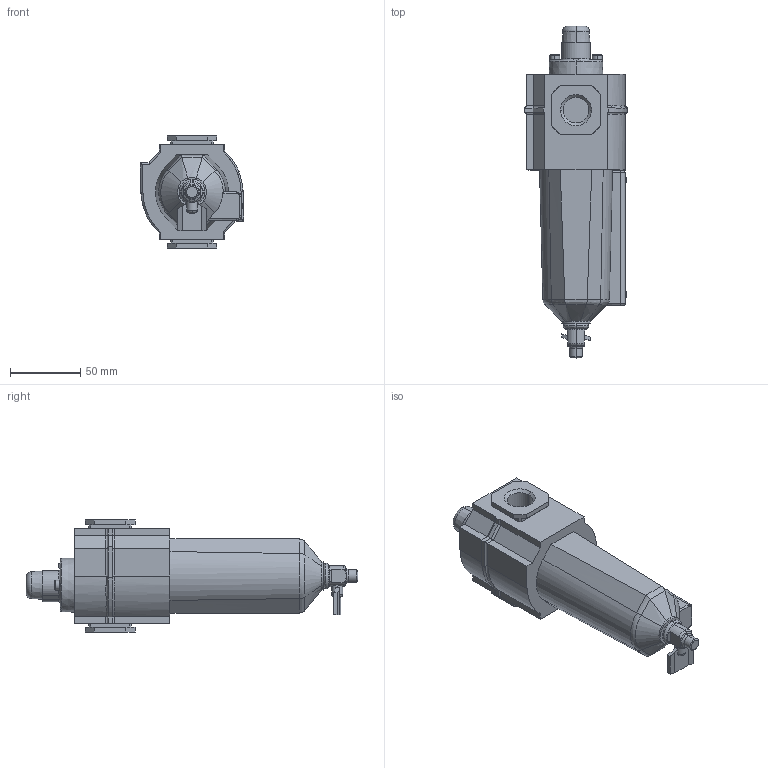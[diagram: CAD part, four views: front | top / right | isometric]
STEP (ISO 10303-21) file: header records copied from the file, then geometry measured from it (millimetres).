
FILE_DESCRIPTION (( 'STEP AP214' ), '1' );
FILE_NAME ('Norgren-F74C-4AD-QD0.step', '2019-03-02T23:06:58', ( '' ), ( '' ), 'SwSTEP 2.0', 'SolidWorks 2019', '' );
FILE_SCHEMA (( 'AUTOMOTIVE_DESIGN' ));
Length unit declared in the file: millimetre
Products named in the file (5): Norgren-F74C-4AD-QD0_F74_ss_31_CQ; Norgren-F74C-4AD-QD0; Norgren-F74C-4AD-QD0_F74_5797-50; Norgren-F74C-4AD-QD0_F74_ss_47_1-2; Norgren-F74C-4AD-QD0_F74_ss_03
Assembly tree (4 placements, depth 2):
  Norgren-F74C-4AD-QD0
    Norgren-F74C-4AD-QD0_F74_ss_47_1-2
    Norgren-F74C-4AD-QD0_F74_ss_31_CQ
    Norgren-F74C-4AD-QD0_F74_ss_03
    Norgren-F74C-4AD-QD0_F74_5797-50
Bounding box: 73.5 x 236.44 x 80 mm (x, y, z)
Volume: 537116.5 mm3; surface area: 62960.1 mm2
Topology: 5 solids, 5 shells, 306 faces, 747 edges, 467 vertices
Faces by surface type: plane 151, cylinder 61, bspline 59, torus 21, cone 14
Entity records: 13681 total; most frequent: CARTESIAN_POINT 4494, ORIENTED_EDGE 1494, DIRECTION 1296, EDGE_CURVE 747, VERTEX_POINT 467, AXIS2_PLACEMENT_3D 437, LINE 422, VECTOR 422
